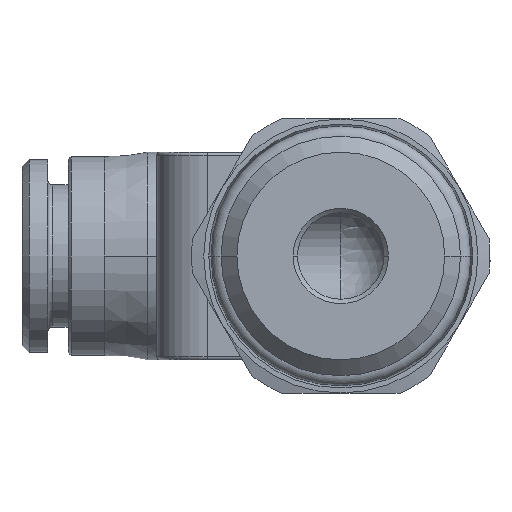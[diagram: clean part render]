
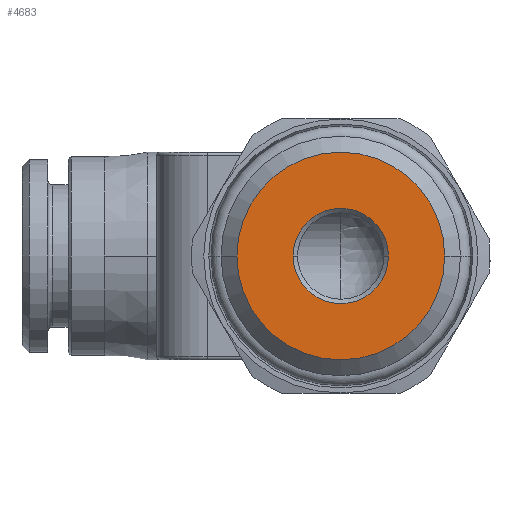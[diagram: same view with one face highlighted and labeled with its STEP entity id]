
A CAD part, front view. The second image highlights one B-rep face of the part: STEP entity #4683.
In plain terms, the highlighted planar face has unit normal (0, -1, 0).
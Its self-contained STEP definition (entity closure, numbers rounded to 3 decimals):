
#1506=CARTESIAN_POINT('',(0.,-30.4,0.));
#1507=DIRECTION('',(0.,1.,0.));
#1508=DIRECTION('',(-1.,0.,0.));
#1509=AXIS2_PLACEMENT_3D('',#1506,#1507,#1508);
#1511=CARTESIAN_POINT('',(0.,-30.4,0.));
#1512=DIRECTION('',(0.,1.,0.));
#1513=DIRECTION('',(1.,0.,0.));
#1514=AXIS2_PLACEMENT_3D('',#1511,#1512,#1513);
#1516=CARTESIAN_POINT('',(0.,-30.4,0.));
#1517=DIRECTION('',(0.,-1.,0.));
#1518=DIRECTION('',(1.,0.,0.));
#1519=AXIS2_PLACEMENT_3D('',#1516,#1517,#1518);
#1521=CARTESIAN_POINT('',(0.,-30.4,0.));
#1522=DIRECTION('',(0.,-1.,0.));
#1523=DIRECTION('',(-1.,0.,0.));
#1524=AXIS2_PLACEMENT_3D('',#1521,#1522,#1523);
#2607=CARTESIAN_POINT('',(-7.2,-30.4,0.));
#2608=CARTESIAN_POINT('',(7.2,-30.4,0.));
#2609=VERTEX_POINT('',#2607);
#2610=VERTEX_POINT('',#2608);
#2615=CARTESIAN_POINT('',(3.3,-30.4,0.));
#2616=VERTEX_POINT('',#2615);
#2617=CARTESIAN_POINT('',(-3.3,-30.4,0.));
#2618=VERTEX_POINT('',#2617);
#4667=CARTESIAN_POINT('',(0.,-30.4,0.));
#4668=DIRECTION('',(0.,1.,0.));
#4669=DIRECTION('',(0.,0.,1.));
#4670=AXIS2_PLACEMENT_3D('',#4667,#4668,#4669);
#4671=PLANE('',#4670);
#4673=ORIENTED_EDGE('',*,*,#4672,.T.);
#4674=ORIENTED_EDGE('',*,*,#4657,.T.);
#4675=EDGE_LOOP('',(#4673,#4674));
#4676=FACE_OUTER_BOUND('',#4675,.F.);
#4678=ORIENTED_EDGE('',*,*,#4677,.T.);
#4680=ORIENTED_EDGE('',*,*,#4679,.T.);
#4681=EDGE_LOOP('',(#4678,#4680));
#4682=FACE_BOUND('',#4681,.F.);
#4683=ADVANCED_FACE('',(#4676,#4682),#4671,.F.);
#1510=CIRCLE('',#1509,7.2);
#1515=CIRCLE('',#1514,7.2);
#1520=CIRCLE('',#1519,3.3);
#1525=CIRCLE('',#1524,3.3);
#4657=EDGE_CURVE('',#2610,#2609,#1515,.T.);
#4672=EDGE_CURVE('',#2609,#2610,#1510,.T.);
#4677=EDGE_CURVE('',#2616,#2618,#1520,.T.);
#4679=EDGE_CURVE('',#2618,#2616,#1525,.T.);
